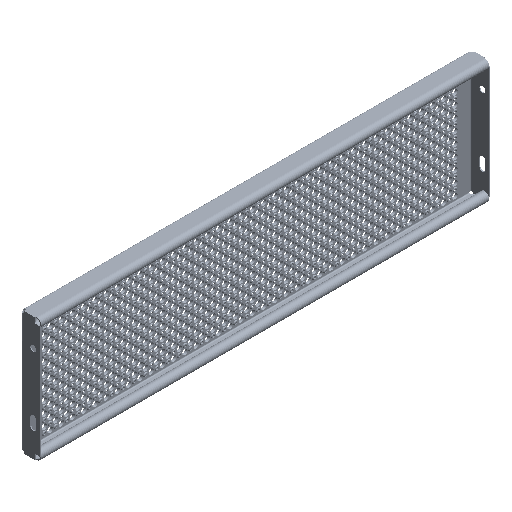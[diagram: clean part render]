
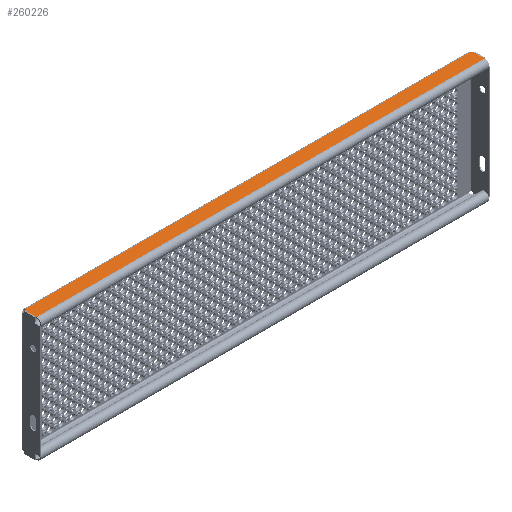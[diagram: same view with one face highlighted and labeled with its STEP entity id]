
A CAD part, isometric view. The second image highlights one B-rep face of the part: STEP entity #260226.
In plain terms, the highlighted planar face has unit normal (0, 0, 1).
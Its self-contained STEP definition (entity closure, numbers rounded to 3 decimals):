
#3492 = CARTESIAN_POINT ( 'NONE',  ( -497.99, -32.498, 137.5 ) ) ;
#3494 = CARTESIAN_POINT ( 'NONE',  ( -497.99, -7.185, 137.5 ) ) ;
#3500 = CARTESIAN_POINT ( 'NONE',  ( -494.302, -4., 137.5 ) ) ;
#3503 = CARTESIAN_POINT ( 'NONE',  ( 494.302, -4., 137.5 ) ) ;
#3510 = CARTESIAN_POINT ( 'NONE',  ( 497.99, -32.498, 137.5 ) ) ;
#3515 = CARTESIAN_POINT ( 'NONE',  ( 497.99, -7.185, 137.5 ) ) ;
#26730 = ORIENTED_EDGE ( 'NONE', *, *, #39479, .T. ) ;
#26735 = ORIENTED_EDGE ( 'NONE', *, *, #39481, .T. ) ;
#26737 = ORIENTED_EDGE ( 'NONE', *, *, #39461, .F. ) ;
#26740 = ORIENTED_EDGE ( 'NONE', *, *, #39470, .T. ) ;
#26743 = ORIENTED_EDGE ( 'NONE', *, *, #39483, .T. ) ;
#26748 = ORIENTED_EDGE ( 'NONE', *, *, #39433, .T. ) ;
#39433 = EDGE_CURVE ( 'NONE', #269957, #269956, #189565, .T. ) ;
#39461 = EDGE_CURVE ( 'NONE', #269959, #269960, #189570, .T. ) ;
#39470 = EDGE_CURVE ( 'NONE', #269963, #269965, #189577, .T. ) ;
#39479 = EDGE_CURVE ( 'NONE', #269965, #269960, #223500, .T. ) ;
#39481 = EDGE_CURVE ( 'NONE', #269956, #269963, #189582, .T. ) ;
#39483 = EDGE_CURVE ( 'NONE', #269959, #269957, #223492, .T. ) ;
#189565 = LINE ( 'NONE', #216813, #223423 ) ;
#189570 = LINE ( 'NONE', #217081, #223446 ) ;
#189577 = LINE ( 'NONE', #217109, #223475 ) ;
#189582 = LINE ( 'NONE', #217154, #223515 ) ;
#195471 = EDGE_LOOP ( 'NONE', ( #26735, #26740, #26730, #26737, #26743, #26748 ) ) ;
#216813 = CARTESIAN_POINT ( 'NONE',  ( -497.99, -7.185, 137.5 ) ) ;
#216815 = DIRECTION ( 'NONE',  ( 0., -1., 0. ) ) ;
#217081 = CARTESIAN_POINT ( 'NONE',  ( -499., -4., 137.5 ) ) ;
#217084 = DIRECTION ( 'NONE',  ( 1., 0., 0. ) ) ;
#217109 = CARTESIAN_POINT ( 'NONE',  ( 497.99, -7.185, 137.5 ) ) ;
#217112 = DIRECTION ( 'NONE',  ( 0., 1., 0. ) ) ;
#217143 = CARTESIAN_POINT ( 'NONE',  ( 499., -2.288, 137.5 ) ) ;
#217146 = DIRECTION ( 'NONE',  ( 0., 0., -1. ) ) ;
#217149 = DIRECTION ( 'NONE',  ( 0., -1., 0. ) ) ;
#217154 = CARTESIAN_POINT ( 'NONE',  ( -497.99, -32.498, 137.5 ) ) ;
#217157 = DIRECTION ( 'NONE',  ( 1., 0., 0. ) ) ;
#217160 = CARTESIAN_POINT ( 'NONE',  ( -499., -2.288, 137.5 ) ) ;
#217163 = DIRECTION ( 'NONE',  ( 0., 0., -1. ) ) ;
#217166 = DIRECTION ( 'NONE',  ( 0., -1., 0. ) ) ;
#223423 = VECTOR ( 'NONE', #216815, 1000. ) ;
#223446 = VECTOR ( 'NONE', #217084, 1000. ) ;
#223475 = VECTOR ( 'NONE', #217112, 1000. ) ;
#223492 = CIRCLE ( 'NONE', #223518, 5. ) ;
#223500 = CIRCLE ( 'NONE', #223504, 5. ) ;
#223504 = AXIS2_PLACEMENT_3D ( 'NONE', #217143, #217146, #217149 ) ;
#223515 = VECTOR ( 'NONE', #217157, 1000. ) ;
#223518 = AXIS2_PLACEMENT_3D ( 'NONE', #217160, #217163, #217166 ) ;
#260226 = ADVANCED_FACE ( 'NONE', ( #286214 ), #271904, .T. ) ;
#266979 = AXIS2_PLACEMENT_3D ( 'NONE', #271905, #271906, #271907 ) ;
#269956 = VERTEX_POINT ( 'NONE', #3492 ) ;
#269957 = VERTEX_POINT ( 'NONE', #3494 ) ;
#269959 = VERTEX_POINT ( 'NONE', #3500 ) ;
#269960 = VERTEX_POINT ( 'NONE', #3503 ) ;
#269963 = VERTEX_POINT ( 'NONE', #3510 ) ;
#269965 = VERTEX_POINT ( 'NONE', #3515 ) ;
#271904 = PLANE ( 'NONE',  #266979 ) ;
#271905 = CARTESIAN_POINT ( 'NONE',  ( -499., 270.712, 137.5 ) ) ;
#271906 = DIRECTION ( 'NONE',  ( 0., 0., 1. ) ) ;
#271907 = DIRECTION ( 'NONE',  ( 0., -1., 0. ) ) ;
#286214 = FACE_OUTER_BOUND ( 'NONE', #195471, .T. ) ;
